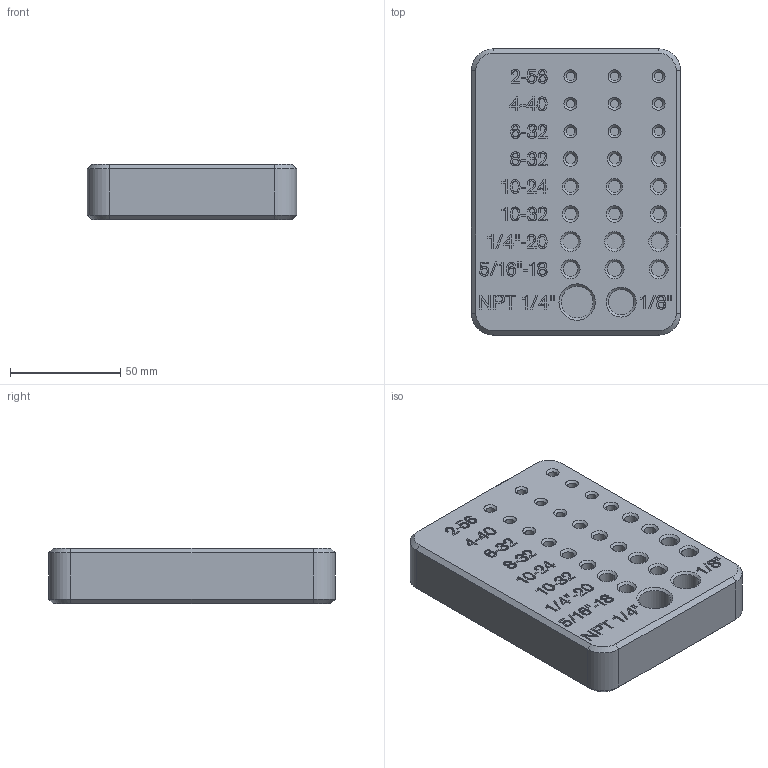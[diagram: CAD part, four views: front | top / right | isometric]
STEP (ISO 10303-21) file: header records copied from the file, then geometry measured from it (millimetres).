
FILE_DESCRIPTION(/* description */ ('Unknown'),/* implementation_level */ '2;1');
FILE_NAME(/* name */ 'tap_holder_inch_Partial',/* time_stamp */ '2022-02-21T10:52:57-05:00',/* author */ ('Unknown'),/* organization */ ('Unknown'),/* preprocessor_version */ 'ST-DEVELOPER v16.7',/* originating_system */ 'Solid Edge',/* authorisation */ 'Unknown');
FILE_SCHEMA (('AUTOMOTIVE_DESIGN {1 0 10303 214 3 1 1}'));
Length unit declared in the file: millimetre
Products named in the file (1): tap_holder_inch_Partial
Bounding box: 95 x 130 x 25 mm (x, y, z)
Volume: 288438.7 mm3; surface area: 44584.5 mm2
Topology: 1 solids, 1 shells, 515 faces, 1215 edges, 803 vertices
Faces by surface type: plane 378, bspline 73, cone 34, cylinder 30
Full cylindrical faces by diameter (mm): 3.9 x9, 4.7 x3, 5.4 x6, 6.7 x3, 7 x3, 11.6 x1, 14.5 x1
Entity records: 18918 total; most frequent: CARTESIAN_POINT 8347, ORIENTED_EDGE 2250, DIRECTION 1696, EDGE_CURVE 1125, VERTEX_POINT 782, EDGE_LOOP 685, FACE_BOUND 685, LINE 622
